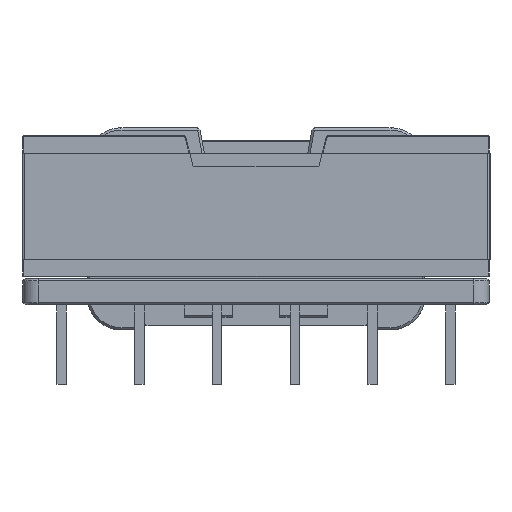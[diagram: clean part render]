
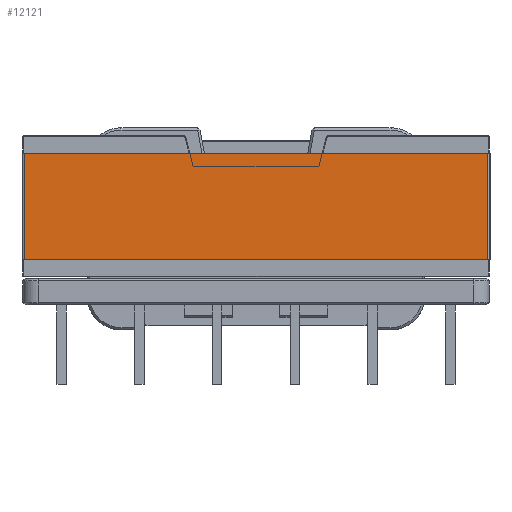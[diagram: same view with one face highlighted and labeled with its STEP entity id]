
A CAD part, left-side view. The second image highlights one B-rep face of the part: STEP entity #12121.
In plain terms, the highlighted planar face has unit normal (-1, 0, 0).
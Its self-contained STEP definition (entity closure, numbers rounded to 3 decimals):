
#920=FACE_OUTER_BOUND('',#1619,.T.);
#1619=EDGE_LOOP('',(#10201,#10202,#10203,#10204));
#3068=LINE('',#19173,#4520);
#3072=LINE('',#19183,#4524);
#3073=LINE('',#19187,#4525);
#3074=LINE('',#19188,#4526);
#4520=VECTOR('',#15929,29.8);
#4524=VECTOR('',#15939,6.825);
#4525=VECTOR('',#15944,6.825);
#4526=VECTOR('',#15945,29.8);
#5497=VERTEX_POINT('',#19170);
#5498=VERTEX_POINT('',#19172);
#5501=VERTEX_POINT('',#19182);
#5502=VERTEX_POINT('',#19186);
#7079=EDGE_CURVE('',#5497,#5498,#3068,.T.);
#7084=EDGE_CURVE('',#5498,#5501,#3072,.T.);
#7086=EDGE_CURVE('',#5497,#5502,#3073,.T.);
#7087=EDGE_CURVE('',#5501,#5502,#3074,.T.);
#10201=ORIENTED_EDGE('',*,*,#7079,.F.);
#10202=ORIENTED_EDGE('',*,*,#7086,.T.);
#10203=ORIENTED_EDGE('',*,*,#7087,.F.);
#10204=ORIENTED_EDGE('',*,*,#7084,.F.);
#10860=PLANE('',#12918);
#12121=ADVANCED_FACE('',(#920),#10860,.T.);
#12918=AXIS2_PLACEMENT_3D('',#19185,#15942,#15943);
#15929=DIRECTION('',(0.,1.,0.));
#15939=DIRECTION('',(0.,0.,1.));
#15942=DIRECTION('center_axis',(-1.,0.,0.));
#15943=DIRECTION('ref_axis',(0.,-1.,0.));
#15944=DIRECTION('',(0.,0.,1.));
#15945=DIRECTION('',(0.,-1.,0.));
#19170=CARTESIAN_POINT('',(-15.05,-14.9,4.538));
#19172=CARTESIAN_POINT('',(-15.05,14.9,4.538));
#19173=CARTESIAN_POINT('',(-15.05,-14.9,4.538));
#19182=CARTESIAN_POINT('',(-15.05,14.9,11.363));
#19183=CARTESIAN_POINT('',(-15.05,14.9,4.538));
#19185=CARTESIAN_POINT('Origin',(-15.05,14.9,4.538));
#19186=CARTESIAN_POINT('',(-15.05,-14.9,11.363));
#19187=CARTESIAN_POINT('',(-15.05,-14.9,4.538));
#19188=CARTESIAN_POINT('',(-15.05,-14.9,11.363));
